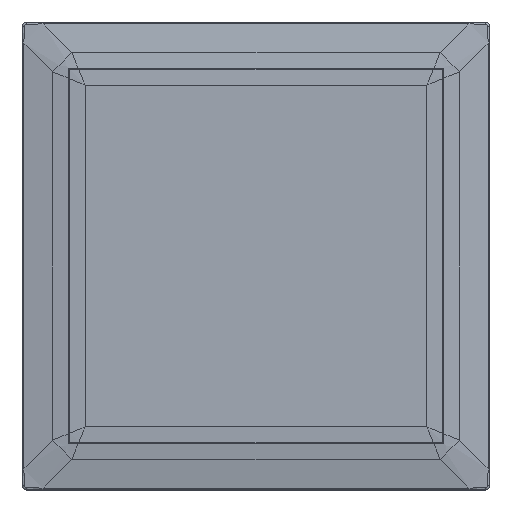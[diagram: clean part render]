
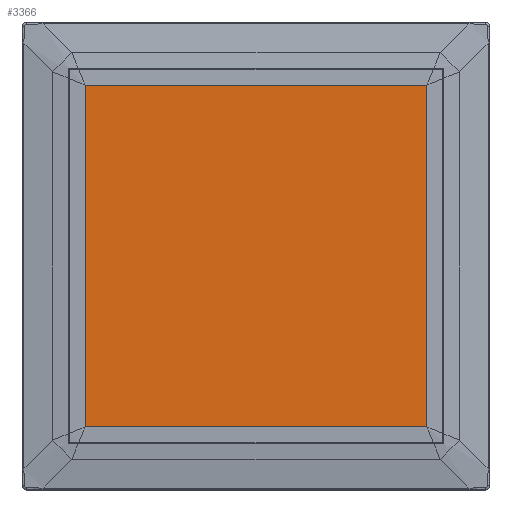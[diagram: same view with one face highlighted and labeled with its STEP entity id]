
A CAD part, top view. The second image highlights one B-rep face of the part: STEP entity #3366.
In plain terms, the highlighted planar face has unit normal (0, 0, 1).
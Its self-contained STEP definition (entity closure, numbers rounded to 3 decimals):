
#244 = CARTESIAN_POINT ( 'NONE',  ( 73.035, 0., 44.8 ) ) ;
#486 = VECTOR ( 'NONE', #2516, 1000. ) ;
#742 = DIRECTION ( 'NONE',  ( 0., 0., 1. ) ) ;
#820 = VECTOR ( 'NONE', #2540, 1000. ) ;
#858 = EDGE_LOOP ( 'NONE', ( #3733, #1646, #3036, #1619 ) ) ;
#873 = CARTESIAN_POINT ( 'NONE',  ( 0., 73.035, 44.8 ) ) ;
#893 = CARTESIAN_POINT ( 'NONE',  ( -73.035, -73.035, 44.8 ) ) ;
#1071 = CARTESIAN_POINT ( 'NONE',  ( 0., -73.035, 44.8 ) ) ;
#1075 = CARTESIAN_POINT ( 'NONE',  ( 73.035, -73.035, 44.8 ) ) ;
#1466 = DIRECTION ( 'NONE',  ( 0., 1., 0. ) ) ;
#1600 = VERTEX_POINT ( 'NONE', #4745 ) ;
#1617 = DIRECTION ( 'NONE',  ( -1., 0., 0. ) ) ;
#1619 = ORIENTED_EDGE ( 'NONE', *, *, #2345, .T. ) ;
#1646 = ORIENTED_EDGE ( 'NONE', *, *, #4228, .T. ) ;
#1751 = VECTOR ( 'NONE', #1617, 1000. ) ;
#1783 = CARTESIAN_POINT ( 'NONE',  ( -73.035, 0., 44.8 ) ) ;
#2010 = VERTEX_POINT ( 'NONE', #893 ) ;
#2318 = LINE ( 'NONE', #873, #1751 ) ;
#2345 = EDGE_CURVE ( 'NONE', #4602, #2010, #2879, .T. ) ;
#2411 = EDGE_CURVE ( 'NONE', #2010, #2714, #2857, .T. ) ;
#2516 = DIRECTION ( 'NONE',  ( 0., -1., 0. ) ) ;
#2540 = DIRECTION ( 'NONE',  ( 1., 0., 0. ) ) ;
#2607 = FACE_OUTER_BOUND ( 'NONE', #858, .T. ) ;
#2714 = VERTEX_POINT ( 'NONE', #1075 ) ;
#2857 = LINE ( 'NONE', #1071, #820 ) ;
#2879 = LINE ( 'NONE', #1783, #486 ) ;
#3036 = ORIENTED_EDGE ( 'NONE', *, *, #4670, .T. ) ;
#3317 = DIRECTION ( 'NONE',  ( 1., 0., 0. ) ) ;
#3366 = ADVANCED_FACE ( 'NONE', ( #2607 ), #4113, .T. ) ;
#3576 = LINE ( 'NONE', #244, #4101 ) ;
#3733 = ORIENTED_EDGE ( 'NONE', *, *, #2411, .T. ) ;
#3844 = AXIS2_PLACEMENT_3D ( 'NONE', #4136, #742, #3317 ) ;
#4070 = CARTESIAN_POINT ( 'NONE',  ( -73.035, 73.035, 44.8 ) ) ;
#4101 = VECTOR ( 'NONE', #1466, 1000. ) ;
#4113 = PLANE ( 'NONE',  #3844 ) ;
#4136 = CARTESIAN_POINT ( 'NONE',  ( 0., 0., 44.8 ) ) ;
#4228 = EDGE_CURVE ( 'NONE', #2714, #1600, #3576, .T. ) ;
#4602 = VERTEX_POINT ( 'NONE', #4070 ) ;
#4670 = EDGE_CURVE ( 'NONE', #1600, #4602, #2318, .T. ) ;
#4745 = CARTESIAN_POINT ( 'NONE',  ( 73.035, 73.035, 44.8 ) ) ;
